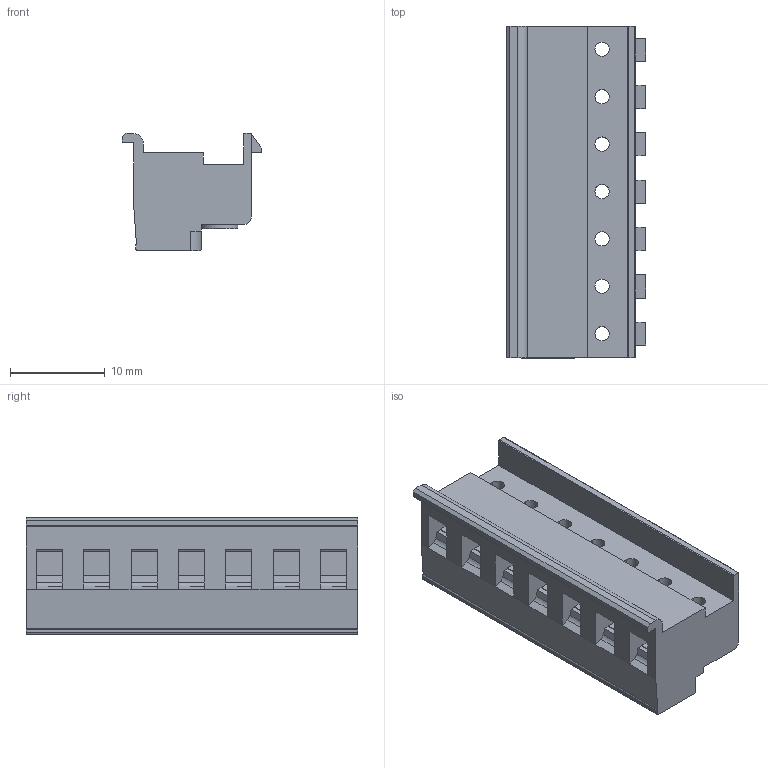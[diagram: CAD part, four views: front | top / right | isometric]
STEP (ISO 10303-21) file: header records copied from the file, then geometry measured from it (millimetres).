
FILE_DESCRIPTION((''),'2;1');
FILE_NAME('TL219-XXP-XC','2024-11-20T15:34:11',('sheji'),(''),'CREO PARAMETRIC BY PTC INC, 2018100','CREO PARAMETRIC BY PTC INC, 2018100','');
FILE_SCHEMA(('CONFIG_CONTROL_DESIGN'));
Length unit declared in the file: millimetre
Products named in the file (1): TL219-XXP-XC
Bounding box: 14.7 x 35 x 12.35 mm (x, y, z)
Volume: 3544.1 mm3; surface area: 2957.7 mm2
Topology: 1 solids, 1 shells, 364 faces, 1065 edges, 710 vertices
Faces by surface type: plane 266, cylinder 98
Entity records: 12249 total; most frequent: CARTESIAN_POINT 2331, ORIENTED_EDGE 2130, DIRECTION 1996, EDGE_CURVE 1065, VECTOR 820, LINE 820, VERTEX_POINT 710, AXIS2_PLACEMENT_3D 588
